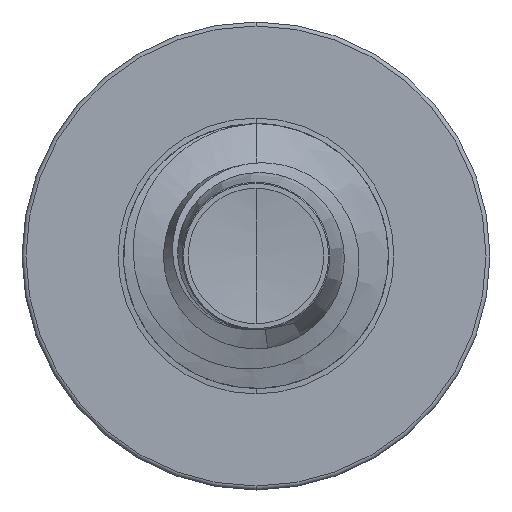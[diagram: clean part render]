
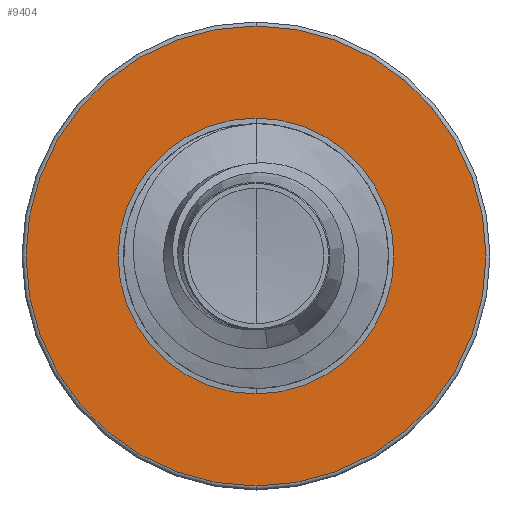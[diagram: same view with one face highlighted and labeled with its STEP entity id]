
A CAD part, front view. The second image highlights one B-rep face of the part: STEP entity #9404.
In plain terms, the highlighted planar face has unit normal (0, -1, 0).
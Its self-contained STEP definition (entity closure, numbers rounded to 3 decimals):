
#219 = DIRECTION ( 'NONE',  ( 0., 0., 1. ) ) ;
#222 = DIRECTION ( 'NONE',  ( 0., 1., 0. ) ) ;
#256 = CARTESIAN_POINT ( 'NONE',  ( 0., 8., 0. ) ) ;
#937 = VERTEX_POINT ( 'NONE', #11407 ) ;
#940 = CIRCLE ( 'NONE', #11418, 2.605 ) ;
#1265 = DIRECTION ( 'NONE',  ( 0., 0., 1. ) ) ;
#1291 = DIRECTION ( 'NONE',  ( 0., 1., 0. ) ) ;
#1320 = CARTESIAN_POINT ( 'NONE',  ( 0., 8., -1.562 ) ) ;
#1360 = PLANE ( 'NONE',  #6124 ) ;
#3483 = FACE_OUTER_BOUND ( 'NONE', #12472, .T. ) ;
#3770 = AXIS2_PLACEMENT_3D ( 'NONE', #5785, #5755, #5732 ) ;
#4396 = EDGE_CURVE ( 'NONE', #10564, #16769, #10509, .T. ) ;
#4544 = ORIENTED_EDGE ( 'NONE', *, *, #9963, .T. ) ;
#4755 = CARTESIAN_POINT ( 'NONE',  ( 0., 8., -1.562 ) ) ;
#5631 = DIRECTION ( 'NONE',  ( 0., 0., 1. ) ) ;
#5658 = DIRECTION ( 'NONE',  ( 0., 1., 0. ) ) ;
#5692 = CARTESIAN_POINT ( 'NONE',  ( 0., 8., 0. ) ) ;
#5732 = DIRECTION ( 'NONE',  ( 0., 0., 1. ) ) ;
#5755 = DIRECTION ( 'NONE',  ( 0., 1., 0. ) ) ;
#5785 = CARTESIAN_POINT ( 'NONE',  ( 0., 8., 0. ) ) ;
#6124 = AXIS2_PLACEMENT_3D ( 'NONE', #1320, #1291, #1265 ) ;
#8503 = CIRCLE ( 'NONE', #10587, 1.562 ) ;
#9404 = ADVANCED_FACE ( 'NONE', ( #3483, #12707 ), #1360, .F. ) ;
#9963 = EDGE_CURVE ( 'NONE', #14130, #937, #8503, .T. ) ;
#10509 = CIRCLE ( 'NONE', #16921, 2.605 ) ;
#10564 = VERTEX_POINT ( 'NONE', #12175 ) ;
#10587 = AXIS2_PLACEMENT_3D ( 'NONE', #256, #222, #219 ) ;
#11407 = CARTESIAN_POINT ( 'NONE',  ( 0., 8., 1.562 ) ) ;
#11418 = AXIS2_PLACEMENT_3D ( 'NONE', #11606, #11585, #11556 ) ;
#11556 = DIRECTION ( 'NONE',  ( 0., 0., 1. ) ) ;
#11585 = DIRECTION ( 'NONE',  ( 0., 1., 0. ) ) ;
#11606 = CARTESIAN_POINT ( 'NONE',  ( 0., 8., 0. ) ) ;
#11685 = EDGE_LOOP ( 'NONE', ( #16876, #4544 ) ) ;
#12175 = CARTESIAN_POINT ( 'NONE',  ( 0., 8., 2.605 ) ) ;
#12472 = EDGE_LOOP ( 'NONE', ( #12582, #15129 ) ) ;
#12582 = ORIENTED_EDGE ( 'NONE', *, *, #4396, .F. ) ;
#12707 = FACE_BOUND ( 'NONE', #11685, .T. ) ;
#13142 = EDGE_CURVE ( 'NONE', #937, #14130, #14819, .T. ) ;
#14130 = VERTEX_POINT ( 'NONE', #4755 ) ;
#14152 = CARTESIAN_POINT ( 'NONE',  ( 0., 8., -2.605 ) ) ;
#14819 = CIRCLE ( 'NONE', #3770, 1.562 ) ;
#15129 = ORIENTED_EDGE ( 'NONE', *, *, #15329, .F. ) ;
#15329 = EDGE_CURVE ( 'NONE', #16769, #10564, #940, .T. ) ;
#16769 = VERTEX_POINT ( 'NONE', #14152 ) ;
#16876 = ORIENTED_EDGE ( 'NONE', *, *, #13142, .T. ) ;
#16921 = AXIS2_PLACEMENT_3D ( 'NONE', #5692, #5658, #5631 ) ;
